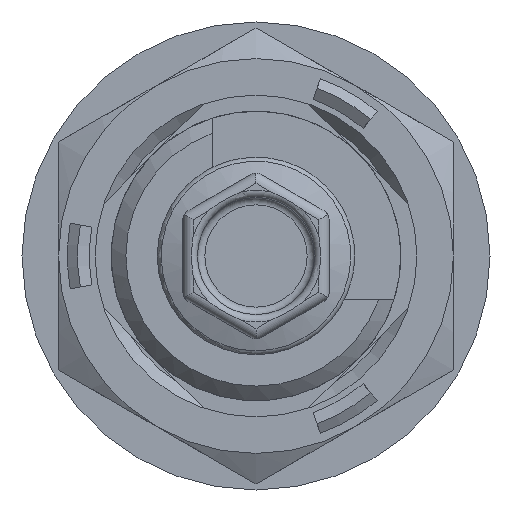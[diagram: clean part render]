
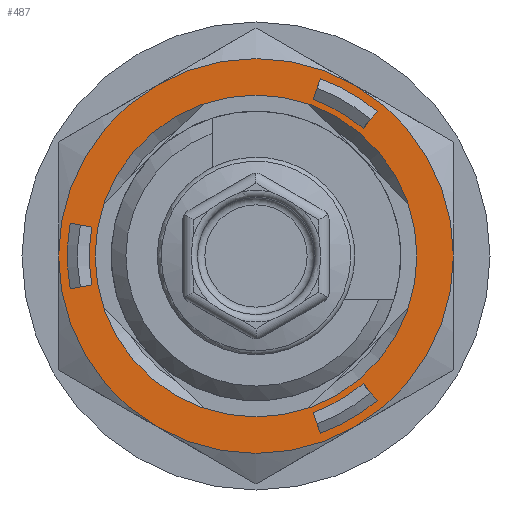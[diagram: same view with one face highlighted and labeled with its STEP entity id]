
A CAD part, front view. The second image highlights one B-rep face of the part: STEP entity #487.
In plain terms, the highlighted face is planar.
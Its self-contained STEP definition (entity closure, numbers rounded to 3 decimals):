
#487 = ADVANCED_FACE( '', ( #1000, #1001, #1002, #1003, #1004 ), #1005, .T. );
#1000 = FACE_BOUND( '', #1567, .T. );
#1001 = FACE_BOUND( '', #1568, .T. );
#1002 = FACE_BOUND( '', #1569, .T. );
#1003 = FACE_BOUND( '', #1570, .T. );
#1004 = FACE_OUTER_BOUND( '', #1571, .T. );
#1005 = PLANE( '', #1572 );
#1567 = EDGE_LOOP( '', ( #2603 ) );
#1568 = EDGE_LOOP( '', ( #2604, #2605, #2606, #2607 ) );
#1569 = EDGE_LOOP( '', ( #2608, #2609, #2610, #2611 ) );
#1570 = EDGE_LOOP( '', ( #2612, #2613, #2614, #2615 ) );
#1571 = EDGE_LOOP( '', ( #2616, #2617, #2618, #2619, #2620, #2621 ) );
#1572 = AXIS2_PLACEMENT_3D( '', #2622, #2623, #2624 );
#2603 = ORIENTED_EDGE( '', *, *, #3546, .T. );
#2604 = ORIENTED_EDGE( '', *, *, #3547, .F. );
#2605 = ORIENTED_EDGE( '', *, *, #3431, .F. );
#2606 = ORIENTED_EDGE( '', *, *, #3420, .F. );
#2607 = ORIENTED_EDGE( '', *, *, #3411, .T. );
#2608 = ORIENTED_EDGE( '', *, *, #3316, .F. );
#2609 = ORIENTED_EDGE( '', *, *, #3491, .F. );
#2610 = ORIENTED_EDGE( '', *, *, #3548, .F. );
#2611 = ORIENTED_EDGE( '', *, *, #3255, .F. );
#2612 = ORIENTED_EDGE( '', *, *, #3549, .F. );
#2613 = ORIENTED_EDGE( '', *, *, #3286, .F. );
#2614 = ORIENTED_EDGE( '', *, *, #3550, .F. );
#2615 = ORIENTED_EDGE( '', *, *, #3551, .F. );
#2616 = ORIENTED_EDGE( '', *, *, #3360, .F. );
#2617 = ORIENTED_EDGE( '', *, *, #3455, .F. );
#2618 = ORIENTED_EDGE( '', *, *, #3552, .F. );
#2619 = ORIENTED_EDGE( '', *, *, #3312, .F. );
#2620 = ORIENTED_EDGE( '', *, *, #3553, .F. );
#2621 = ORIENTED_EDGE( '', *, *, #3404, .F. );
#2622 = CARTESIAN_POINT( '', ( 13.5, 4.8, 0. ) );
#2623 = DIRECTION( '', ( 0., 1., 0. ) );
#2624 = DIRECTION( '', ( 0., 0., 1. ) );
#3255 = EDGE_CURVE( '', #3845, #3847, #3848, .T. );
#3286 = EDGE_CURVE( '', #3899, #3895, #3901, .F. );
#3312 = EDGE_CURVE( '', #3937, #3940, #3941, .T. );
#3316 = EDGE_CURVE( '', #3944, #3845, #3947, .F. );
#3360 = EDGE_CURVE( '', #4014, #3931, #4016, .T. );
#3404 = EDGE_CURVE( '', #3931, #3719, #4077, .T. );
#3411 = EDGE_CURVE( '', #4082, #4086, #4088, .T. );
#3420 = EDGE_CURVE( '', #4082, #4098, #4100, .T. );
#3431 = EDGE_CURVE( '', #4098, #4116, #4117, .T. );
#3455 = EDGE_CURVE( '', #3858, #4014, #4152, .T. );
#3491 = EDGE_CURVE( '', #4198, #3944, #4200, .T. );
#3546 = EDGE_CURVE( '', #4281, #4281, #4282, .T. );
#3547 = EDGE_CURVE( '', #4116, #4086, #4283, .T. );
#3548 = EDGE_CURVE( '', #3847, #4198, #4284, .T. );
#3549 = EDGE_CURVE( '', #3895, #4285, #4286, .T. );
#3550 = EDGE_CURVE( '', #4287, #3899, #4288, .T. );
#3551 = EDGE_CURVE( '', #4285, #4287, #4289, .T. );
#3552 = EDGE_CURVE( '', #3940, #3858, #4290, .T. );
#3553 = EDGE_CURVE( '', #3719, #3937, #4291, .T. );
#3719 = VERTEX_POINT( '', #4513 );
#3845 = VERTEX_POINT( '', #4682 );
#3847 = VERTEX_POINT( '', #4685 );
#3848 = LINE( '', #4686, #4687 );
#3858 = VERTEX_POINT( '', #4711 );
#3895 = VERTEX_POINT( '', #4767 );
#3899 = VERTEX_POINT( '', #4772 );
#3901 = CIRCLE( '', #4775, 11.4 );
#3931 = VERTEX_POINT( '', #4822 );
#3937 = VERTEX_POINT( '', #4840 );
#3940 = VERTEX_POINT( '', #4848 );
#3941 = CIRCLE( '', #4849, 13.5 );
#3944 = VERTEX_POINT( '', #4857 );
#3947 = CIRCLE( '', #4861, 11.4 );
#4014 = VERTEX_POINT( '', #4950 );
#4016 = CIRCLE( '', #4959, 13.5 );
#4077 = CIRCLE( '', #5040, 13.5 );
#4082 = VERTEX_POINT( '', #5046 );
#4086 = VERTEX_POINT( '', #5051 );
#4088 = CIRCLE( '', #5054, 12.9 );
#4098 = VERTEX_POINT( '', #5066 );
#4100 = LINE( '', #5069, #5070 );
#4116 = VERTEX_POINT( '', #5094 );
#4117 = CIRCLE( '', #5095, 11.4 );
#4152 = CIRCLE( '', #5140, 13.5 );
#4198 = VERTEX_POINT( '', #5232 );
#4200 = LINE( '', #5235, #5236 );
#4281 = VERTEX_POINT( '', #5365 );
#4282 = CIRCLE( '', #5366, 11. );
#4283 = LINE( '', #5367, #5368 );
#4284 = CIRCLE( '', #5369, 12.9 );
#4285 = VERTEX_POINT( '', #5370 );
#4286 = LINE( '', #5371, #5372 );
#4287 = VERTEX_POINT( '', #5373 );
#4288 = LINE( '', #5374, #5375 );
#4289 = CIRCLE( '', #5376, 12.9 );
#4290 = CIRCLE( '', #5377, 13.5 );
#4291 = CIRCLE( '', #5378, 13.5 );
#4513 = CARTESIAN_POINT( '', ( -6.75, 4.8, 11.691 ) );
#4682 = CARTESIAN_POINT( '', ( 3.899, 4.8, 10.712 ) );
#4685 = CARTESIAN_POINT( '', ( 4.412, 4.8, 12.122 ) );
#4686 = CARTESIAN_POINT( '', ( 3.899, 4.8, 10.712 ) );
#4687 = VECTOR( '', #5732, 1000. );
#4711 = CARTESIAN_POINT( '', ( 6.75, 4.8, -11.691 ) );
#4767 = CARTESIAN_POINT( '', ( -11.227, 4.8, -1.98 ) );
#4772 = CARTESIAN_POINT( '', ( -11.227, 4.8, 1.98 ) );
#4775 = AXIS2_PLACEMENT_3D( '', #5765, #5766, #5767 );
#4822 = CARTESIAN_POINT( '', ( 6.75, 4.8, 11.691 ) );
#4840 = CARTESIAN_POINT( '', ( -13.5, 4.8, 0. ) );
#4848 = CARTESIAN_POINT( '', ( -6.75, 4.8, -11.691 ) );
#4849 = AXIS2_PLACEMENT_3D( '', #5786, #5787, #5788 );
#4857 = CARTESIAN_POINT( '', ( 7.328, 4.8, 8.733 ) );
#4861 = AXIS2_PLACEMENT_3D( '', #5790, #5791, #5792 );
#4950 = CARTESIAN_POINT( '', ( 13.5, 4.8, 0. ) );
#4959 = AXIS2_PLACEMENT_3D( '', #5846, #5847, #5848 );
#5040 = AXIS2_PLACEMENT_3D( '', #5915, #5916, #5917 );
#5046 = CARTESIAN_POINT( '', ( 4.412, 4.8, -12.122 ) );
#5051 = CARTESIAN_POINT( '', ( 8.292, 4.8, -9.882 ) );
#5054 = AXIS2_PLACEMENT_3D( '', #5924, #5925, #5926 );
#5066 = CARTESIAN_POINT( '', ( 3.899, 4.8, -10.712 ) );
#5069 = CARTESIAN_POINT( '', ( 4.412, 4.8, -12.122 ) );
#5070 = VECTOR( '', #5933, 1000. );
#5094 = CARTESIAN_POINT( '', ( 7.328, 4.8, -8.733 ) );
#5095 = AXIS2_PLACEMENT_3D( '', #5941, #5942, #5943 );
#5140 = AXIS2_PLACEMENT_3D( '', #5972, #5973, #5974 );
#5232 = CARTESIAN_POINT( '', ( 8.292, 4.8, 9.882 ) );
#5235 = CARTESIAN_POINT( '', ( 8.292, 4.8, 9.882 ) );
#5236 = VECTOR( '', #6001, 1000. );
#5365 = CARTESIAN_POINT( '', ( 0., 4.8, -11. ) );
#5366 = AXIS2_PLACEMENT_3D( '', #6060, #6061, #6062 );
#5367 = CARTESIAN_POINT( '', ( 7.328, 4.8, -8.733 ) );
#5368 = VECTOR( '', #6063, 1000. );
#5369 = AXIS2_PLACEMENT_3D( '', #6064, #6065, #6066 );
#5370 = CARTESIAN_POINT( '', ( -12.704, 4.8, -2.24 ) );
#5371 = CARTESIAN_POINT( '', ( -11.227, 4.8, -1.98 ) );
#5372 = VECTOR( '', #6067, 1000. );
#5373 = CARTESIAN_POINT( '', ( -12.704, 4.8, 2.24 ) );
#5374 = CARTESIAN_POINT( '', ( -12.704, 4.8, 2.24 ) );
#5375 = VECTOR( '', #6068, 1000. );
#5376 = AXIS2_PLACEMENT_3D( '', #6069, #6070, #6071 );
#5377 = AXIS2_PLACEMENT_3D( '', #6072, #6073, #6074 );
#5378 = AXIS2_PLACEMENT_3D( '', #6075, #6076, #6077 );
#5732 = DIRECTION( '', ( 0.342, 0., 0.94 ) );
#5765 = CARTESIAN_POINT( '', ( 0., 4.8, 0. ) );
#5766 = DIRECTION( '', ( 0., 1., 0. ) );
#5767 = DIRECTION( '', ( 0., 0., 1. ) );
#5786 = CARTESIAN_POINT( '', ( 0., 4.8, 0. ) );
#5787 = DIRECTION( '', ( 0., -1., 0. ) );
#5788 = DIRECTION( '', ( 0., 0., -1. ) );
#5790 = CARTESIAN_POINT( '', ( 0., 4.8, 0. ) );
#5791 = DIRECTION( '', ( 0., 1., 0. ) );
#5792 = DIRECTION( '', ( 0., 0., 1. ) );
#5846 = CARTESIAN_POINT( '', ( 0., 4.8, 0. ) );
#5847 = DIRECTION( '', ( 0., -1., 0. ) );
#5848 = DIRECTION( '', ( 0., 0., -1. ) );
#5915 = CARTESIAN_POINT( '', ( 0., 4.8, 0. ) );
#5916 = DIRECTION( '', ( 0., -1., 0. ) );
#5917 = DIRECTION( '', ( 0., 0., -1. ) );
#5924 = CARTESIAN_POINT( '', ( 0., 4.8, 0. ) );
#5925 = DIRECTION( '', ( 0., -1., 0. ) );
#5926 = DIRECTION( '', ( 0., 0., -1. ) );
#5933 = DIRECTION( '', ( -0.342, 0., 0.94 ) );
#5941 = CARTESIAN_POINT( '', ( 0., 4.8, 0. ) );
#5942 = DIRECTION( '', ( 0., -1., 0. ) );
#5943 = DIRECTION( '', ( 0., 0., -1. ) );
#5972 = CARTESIAN_POINT( '', ( 0., 4.8, 0. ) );
#5973 = DIRECTION( '', ( 0., -1., 0. ) );
#5974 = DIRECTION( '', ( 0., 0., -1. ) );
#6001 = DIRECTION( '', ( -0.643, 0., -0.766 ) );
#6060 = CARTESIAN_POINT( '', ( 0., 4.8, 0. ) );
#6061 = DIRECTION( '', ( 0., -1., 0. ) );
#6062 = DIRECTION( '', ( 0., 0., -1. ) );
#6063 = DIRECTION( '', ( 0.643, 0., -0.766 ) );
#6064 = CARTESIAN_POINT( '', ( 0., 4.8, 0. ) );
#6065 = DIRECTION( '', ( 0., 1., 0. ) );
#6066 = DIRECTION( '', ( 0., 0., 1. ) );
#6067 = DIRECTION( '', ( -0.985, 0., -0.174 ) );
#6068 = DIRECTION( '', ( 0.985, 0., -0.174 ) );
#6069 = CARTESIAN_POINT( '', ( 0., 4.8, 0. ) );
#6070 = DIRECTION( '', ( 0., 1., 0. ) );
#6071 = DIRECTION( '', ( 0., 0., 1. ) );
#6072 = CARTESIAN_POINT( '', ( 0., 4.8, 0. ) );
#6073 = DIRECTION( '', ( 0., -1., 0. ) );
#6074 = DIRECTION( '', ( 0., 0., -1. ) );
#6075 = CARTESIAN_POINT( '', ( 0., 4.8, 0. ) );
#6076 = DIRECTION( '', ( 0., -1., 0. ) );
#6077 = DIRECTION( '', ( 0., 0., -1. ) );
